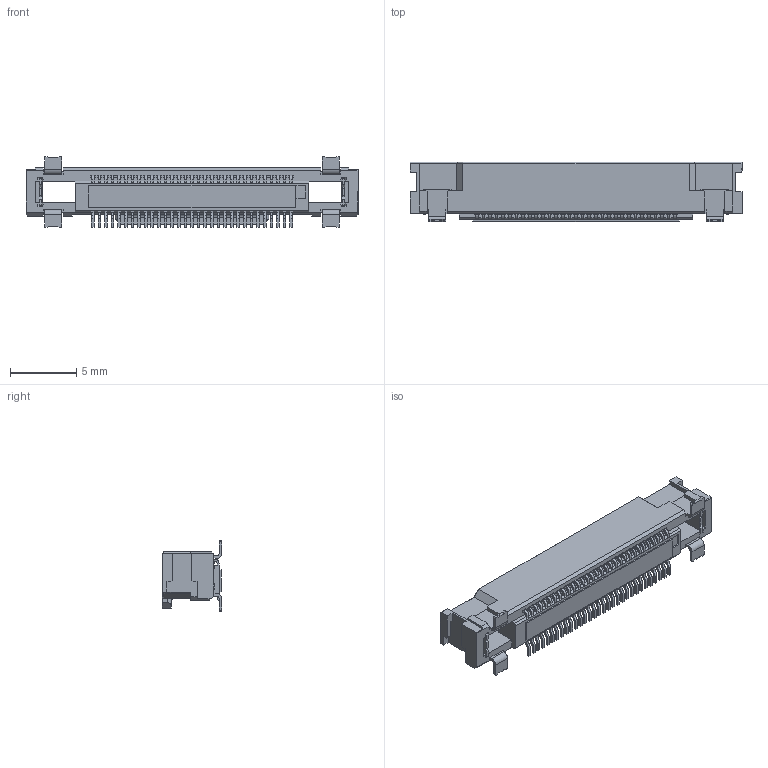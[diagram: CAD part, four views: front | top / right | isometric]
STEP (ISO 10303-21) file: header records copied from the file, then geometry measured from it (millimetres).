
FILE_DESCRIPTION (( 'STEP AP203' ), '1' );
FILE_NAME ('HF507S-31-02.STEP', '2015-03-23T01:51:15', ( 'DELL-T3500' ), ( 'Microsoft' ), 'SwSTEP 2.0', 'SolidWorks 2014', '' );
FILE_SCHEMA (( 'CONFIG_CONTROL_DESIGN' ));
Length unit declared in the file: millimetre
Products named in the file (1): HF507S-31-02
Bounding box: 25.1 x 4.5 x 5.35 mm (x, y, z)
Volume: 269.6 mm3; surface area: 650.3 mm2
Topology: 1 solids, 1 shells, 1285 faces, 3642 edges, 2360 vertices
Faces by surface type: plane 944, cylinder 279, bspline 62
Entity records: 43102 total; most frequent: CARTESIAN_POINT 9557, ORIENTED_EDGE 7284, DIRECTION 6524, EDGE_CURVE 3642, LINE 2956, VECTOR 2956, VERTEX_POINT 2360, AXIS2_PLACEMENT_3D 1784
